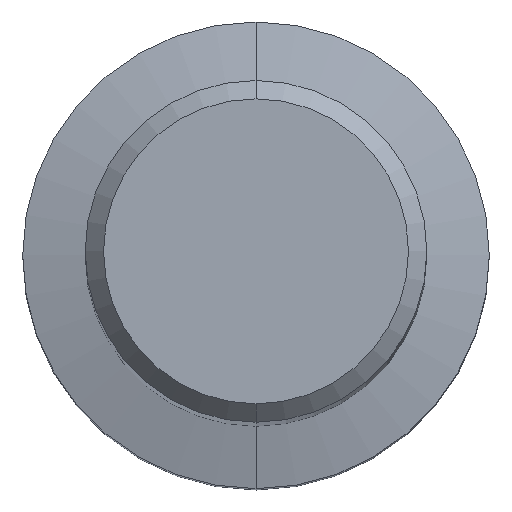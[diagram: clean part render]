
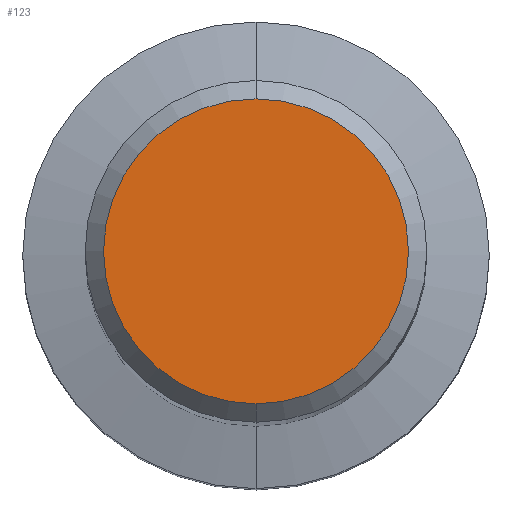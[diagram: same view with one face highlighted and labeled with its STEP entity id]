
A CAD part, top view. The second image highlights one B-rep face of the part: STEP entity #123.
In plain terms, the highlighted planar face has unit normal (0, 0, 1).
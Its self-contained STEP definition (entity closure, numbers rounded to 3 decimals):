
#123=ADVANCED_FACE('',(#322),#323,.T.);
#167=EDGE_CURVE('',#181,#299,#374,.T.);
#181=VERTEX_POINT('',#391);
#299=VERTEX_POINT('',#522);
#301=EDGE_CURVE('',#299,#181,#524,.T.);
#322=FACE_OUTER_BOUND('',#537,.T.);
#323=PLANE('',#538);
#374=CIRCLE('',#603,4.15);
#391=CARTESIAN_POINT('',(0.0,4.15,0.0));
#522=CARTESIAN_POINT('',(0.,-4.15,0.0));
#524=CIRCLE('',#797,4.15);
#537=EDGE_LOOP('',(#800,#801));
#538=AXIS2_PLACEMENT_3D('',#802,#803,#804);
#603=AXIS2_PLACEMENT_3D('',#878,#879,#880);
#797=AXIS2_PLACEMENT_3D('',#1060,#1061,#1062);
#800=ORIENTED_EDGE('',*,*,#167,.F.);
#801=ORIENTED_EDGE('',*,*,#301,.F.);
#802=CARTESIAN_POINT('',(0.0,2.075,0.0));
#803=DIRECTION('',(-0.0,0.0,1.0));
#804=DIRECTION('',(0.0,-1.0,0.0));
#878=CARTESIAN_POINT('',(0.0,0.0,0.0));
#879=DIRECTION('',(0.0,0.0,-1.0));
#880=DIRECTION('',(0.0,1.0,0.0));
#1060=CARTESIAN_POINT('',(0.0,0.0,0.0));
#1061=DIRECTION('',(0.0,0.0,-1.0));
#1062=DIRECTION('',(0.0,1.0,0.0));
